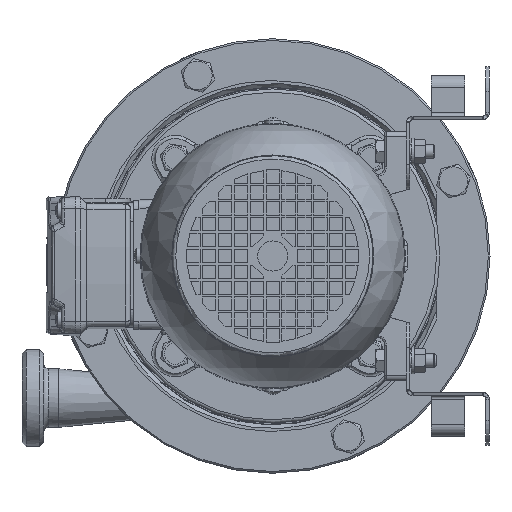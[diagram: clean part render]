
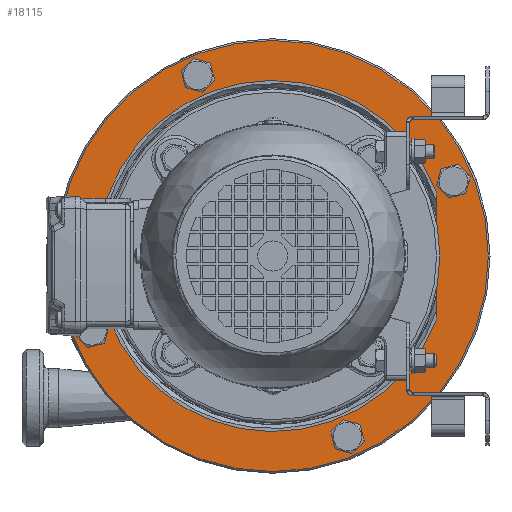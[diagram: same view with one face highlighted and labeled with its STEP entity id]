
A CAD part, left-side view. The second image highlights one B-rep face of the part: STEP entity #18115.
In plain terms, the highlighted planar face has unit normal (-1, 0, 0).
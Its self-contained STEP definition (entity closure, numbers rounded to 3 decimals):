
#18115=ADVANCED_FACE('',(#36640,#36642,#36644,#36646,#36648,#36650),#36652,.T.);
#36640=FACE_BOUND('',#36641,.T.);
#36641=EDGE_LOOP('',(#47603));
#36642=FACE_BOUND('',#36643,.T.);
#36643=EDGE_LOOP('',(#47604));
#36644=FACE_BOUND('',#36645,.T.);
#36645=EDGE_LOOP('',(#47605));
#36646=FACE_BOUND('',#36647,.T.);
#36647=EDGE_LOOP('',(#47606));
#36648=FACE_BOUND('',#36649,.T.);
#36649=EDGE_LOOP('',(#47607));
#36650=FACE_BOUND('',#36651,.T.);
#36651=EDGE_LOOP('',(#47608));
#36652=PLANE('',#36653);
#36653=AXIS2_PLACEMENT_3D('',#36654,#36655,#36656);
#36654=CARTESIAN_POINT('',(-9.,0.,0.));
#36655=DIRECTION('',(-1.,0.,-0.));
#36656=DIRECTION('',(0.,-1.,0.));
#47603=ORIENTED_EDGE('',*,*,#52959,.T.);
#47604=ORIENTED_EDGE('',*,*,#52960,.T.);
#47605=ORIENTED_EDGE('',*,*,#52961,.T.);
#47606=ORIENTED_EDGE('',*,*,#52962,.T.);
#47607=ORIENTED_EDGE('',*,*,#52963,.F.);
#47608=ORIENTED_EDGE('',*,*,#52964,.T.);
#52959=EDGE_CURVE('',#60679,#60679,#60680,.T.);
#52960=EDGE_CURVE('',#60681,#60681,#60682,.T.);
#52961=EDGE_CURVE('',#60683,#60683,#60684,.T.);
#52962=EDGE_CURVE('',#60685,#60685,#60686,.T.);
#52963=EDGE_CURVE('',#60687,#60687,#60688,.T.);
#52964=EDGE_CURVE('',#60689,#60689,#60690,.T.);
#60679=VERTEX_POINT('',#89200);
#60680=CIRCLE('',#89201,129.);
#60681=VERTEX_POINT('',#89205);
#60682=CIRCLE('',#89206,6.5);
#60683=VERTEX_POINT('',#89210);
#60684=CIRCLE('',#89211,6.5);
#60685=VERTEX_POINT('',#89215);
#60686=CIRCLE('',#89216,6.5);
#60687=VERTEX_POINT('',#89220);
#60688=CIRCLE('',#89221,62.5);
#60689=VERTEX_POINT('',#89225);
#60690=CIRCLE('',#89226,6.5);
#89200=CARTESIAN_POINT('',(-9.,-129.,0.));
#89201=AXIS2_PLACEMENT_3D('',#89202,#89203,#89204);
#89202=CARTESIAN_POINT('',(-9.,0.,0.));
#89203=DIRECTION('',(-1.,0.,-0.));
#89204=DIRECTION('',(0.,-1.,0.));
#89205=CARTESIAN_POINT('',(-9.,-108.094,51.274));
#89206=AXIS2_PLACEMENT_3D('',#89207,#89208,#89209);
#89207=CARTESIAN_POINT('',(-9.,-108.094,44.774));
#89208=DIRECTION('',(1.,0.,0.));
#89209=DIRECTION('',(0.,0.,1.));
#89210=CARTESIAN_POINT('',(-9.,-51.274,-108.094));
#89211=AXIS2_PLACEMENT_3D('',#89212,#89213,#89214);
#89212=CARTESIAN_POINT('',(-9.,-44.774,-108.094));
#89213=DIRECTION('',(1.,0.,0.));
#89214=DIRECTION('',(0.,-1.,0.));
#89215=CARTESIAN_POINT('',(-9.,108.094,-51.274));
#89216=AXIS2_PLACEMENT_3D('',#89217,#89218,#89219);
#89217=CARTESIAN_POINT('',(-9.,108.094,-44.774));
#89218=DIRECTION('',(1.,0.,0.));
#89219=DIRECTION('',(0.,0.,-1.));
#89220=CARTESIAN_POINT('',(-9.,-62.5,0.));
#89221=AXIS2_PLACEMENT_3D('',#89222,#89223,#89224);
#89222=CARTESIAN_POINT('',(-9.,0.,0.));
#89223=DIRECTION('',(-1.,0.,-0.));
#89224=DIRECTION('',(0.,-1.,0.));
#89225=CARTESIAN_POINT('',(-9.,51.274,108.094));
#89226=AXIS2_PLACEMENT_3D('',#89227,#89228,#89229);
#89227=CARTESIAN_POINT('',(-9.,44.774,108.094));
#89228=DIRECTION('',(1.,0.,0.));
#89229=DIRECTION('',(0.,1.,0.));
